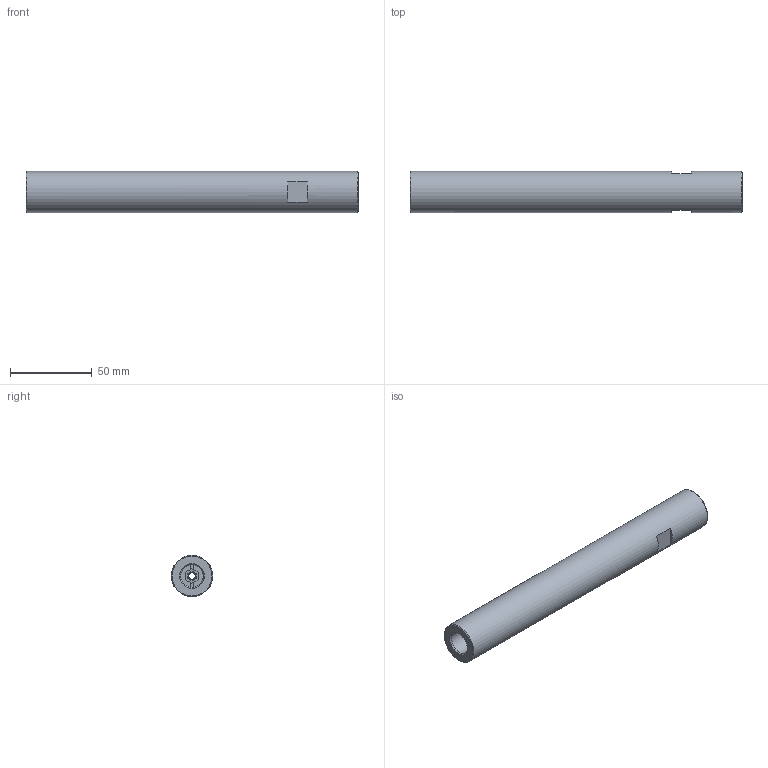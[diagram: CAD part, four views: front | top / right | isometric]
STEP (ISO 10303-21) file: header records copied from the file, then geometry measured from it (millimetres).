
FILE_DESCRIPTION(/* description */ (''),/* implementation_level */ '2;1');
FILE_NAME(/* name */ 'S100-MX12-0800 v1.step',/* time_stamp */ '2023-11-27T11:48:27-06:00',/* author */ (''),/* organization */ (''),/* preprocessor_version */ 'ST-DEVELOPER v20',/* originating_system */ 'Autodesk Translation Framework v12.9.0.99',/* authorisation */ '');
FILE_SCHEMA (('AUTOMOTIVE_DESIGN { 1 0 10303 214 3 1 1 }'));
Length unit declared in the file: millimetre
Products named in the file (1): S100-MX12-0800
Bounding box: 203.2 x 25.4 x 25.4 mm (x, y, z)
Volume: 82875.7 mm3; surface area: 32562.2 mm2
Topology: 3 solids, 3 shells, 59 faces, 135 edges, 89 vertices
Faces by surface type: plane 38, cylinder 10, cone 6, torus 5
Full cylindrical faces by diameter (mm): 4 x1, 10 x1, 10.5 x1, 13 x1, 14 x1, 15.875 x1, 16 x1, 16.5 x1, 17.5 x1, 25.4 x1
Entity records: 1716 total; most frequent: DIRECTION 303, CARTESIAN_POINT 292, ORIENTED_EDGE 270, EDGE_CURVE 135, AXIS2_PLACEMENT_3D 112, VERTEX_POINT 89, LINE 79, VECTOR 79
